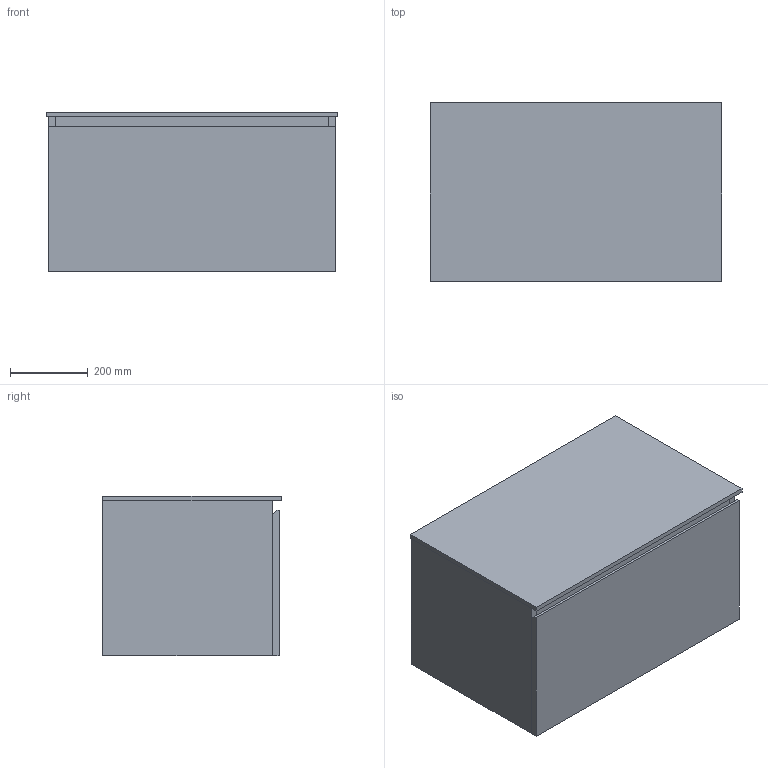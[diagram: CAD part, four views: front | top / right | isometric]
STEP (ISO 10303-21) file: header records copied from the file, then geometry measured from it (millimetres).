
FILE_DESCRIPTION (( 'STEP AP214' ), '1' );
FILE_NAME ('Kado Arc SD Corian Top 750.STEP', '2019-12-06T03:24:09', ( '' ), ( '' ), 'SwSTEP 2.0', 'SolidWorks 2017', '' );
FILE_SCHEMA (( 'AUTOMOTIVE_DESIGN' ));
Length unit declared in the file: millimetre
Products named in the file (14): Part2^Kado Arc SD Corian Top 750; P0COGTIR_PRF 350; P0CODTIR_PRF 350; P0FONDTIR_Drawer_Genesis 1D_1_D‚faut; P0Left_Genesis 1D; Kado Arc SD Corian Top 750; P0Right_Genesis 1D; P0Back_Genesis 1D; P0ARTIR_Drawer_Genesis 1D_1L_D‚faut; P0FACTIR_Drawer_Genesis 1D_1_D‚faut; P0Front_Genesis 1D; P0ARTIR_Drawer_Genesis 1D_1_D‚faut; P0Bottom_Genesis 1D; P0Drawer_Genesis 1D_1_350
Assembly tree (13 placements, depth 3):
  Kado Arc SD Corian Top 750
    P0Left_Genesis 1D
    P0Right_Genesis 1D
    P0Bottom_Genesis 1D
    P0Back_Genesis 1D
    P0Front_Genesis 1D
    P0Drawer_Genesis 1D_1_350
      P0COGTIR_PRF 350
      P0CODTIR_PRF 350
      P0FONDTIR_Drawer_Genesis 1D_1_D‚faut
      P0ARTIR_Drawer_Genesis 1D_1_D‚faut
      P0FACTIR_Drawer_Genesis 1D_1_D‚faut
    P0ARTIR_Drawer_Genesis 1D_1L_D‚faut
    Part2^Kado Arc SD Corian Top 750
Bounding box: 750 x 460 x 412 mm (x, y, z)
Volume: 30282175 mm3; surface area: 4600172.2 mm2
Topology: 20 solids, 20 shells, 703 faces, 1913 edges, 1268 vertices
Faces by surface type: plane 368, cylinder 335
Entity records: 23245 total; most frequent: DIRECTION 4047, CARTESIAN_POINT 3901, ORIENTED_EDGE 3826, EDGE_CURVE 1913, AXIS2_PLACEMENT_3D 1414, VERTEX_POINT 1268, LINE 1219, VECTOR 1219
